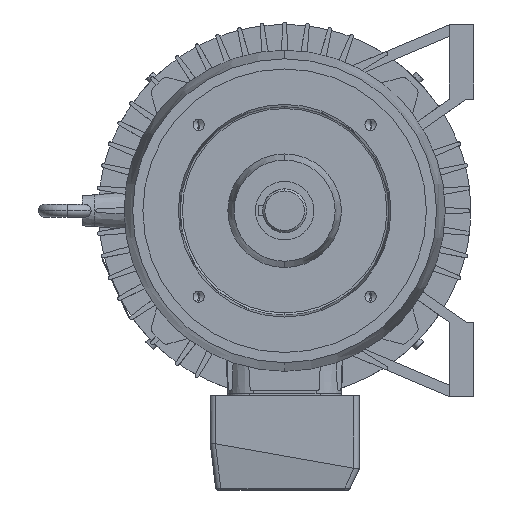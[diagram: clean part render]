
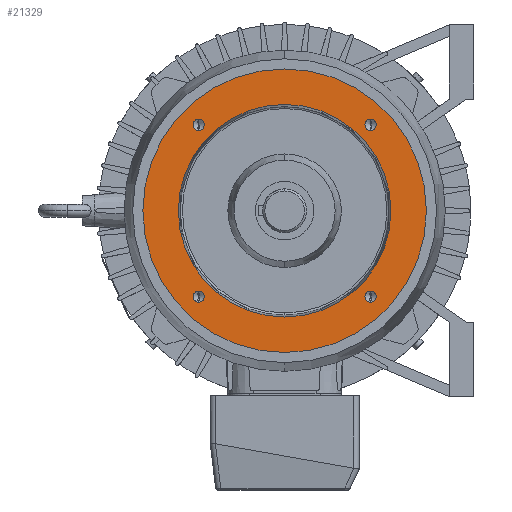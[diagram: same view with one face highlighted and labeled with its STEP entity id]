
A CAD part, left-side view. The second image highlights one B-rep face of the part: STEP entity #21329.
In plain terms, the highlighted planar face has unit normal (-1, 0, 0).
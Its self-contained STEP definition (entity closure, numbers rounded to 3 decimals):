
#16602 = VERTEX_POINT ( 'NONE', #13703 ) ;
#447 = VERTEX_POINT ( 'NONE', #21471 ) ;
#459 = CARTESIAN_POINT ( 'NONE',  ( -86., -80.822, 86.122 ) ) ;
#16880 = CIRCLE ( 'NONE', #16881, 5.3 ) ;
#502 = EDGE_LOOP ( 'NONE', ( #23884, #23222 ) ) ;
#16881 = AXIS2_PLACEMENT_3D ( 'NONE', #16882, #16883, #16884 ) ;
#16882 = CARTESIAN_POINT ( 'NONE',  ( -86., 80.822, -80.822 ) ) ;
#16883 = DIRECTION ( 'NONE',  ( -1., 0., 0. ) ) ;
#16884 = DIRECTION ( 'NONE',  ( 0., 0., 1. ) ) ;
#17011 = EDGE_LOOP ( 'NONE', ( #16344, #3110 ) ) ;
#726 = CIRCLE ( 'NONE', #727, 5.3 ) ;
#727 = AXIS2_PLACEMENT_3D ( 'NONE', #728, #729, #730 ) ;
#728 = CARTESIAN_POINT ( 'NONE',  ( -86., -80.822, 80.822 ) ) ;
#729 = DIRECTION ( 'NONE',  ( -1., 0., 0. ) ) ;
#730 = DIRECTION ( 'NONE',  ( 0., 0., 1. ) ) ;
#734 = EDGE_CURVE ( 'NONE', #1858, #447, #21812, .T. ) ;
#812 = ORIENTED_EDGE ( 'NONE', *, *, #4932, .F. ) ;
#17326 = ORIENTED_EDGE ( 'NONE', *, *, #14115, .F. ) ;
#17983 = EDGE_CURVE ( 'NONE', #13829, #15256, #14998, .T. ) ;
#17991 = FACE_BOUND ( 'NONE', #21119, .T. ) ;
#17992 = FACE_BOUND ( 'NONE', #19099, .T. ) ;
#17993 = FACE_BOUND ( 'NONE', #17011, .T. ) ;
#17994 = FACE_BOUND ( 'NONE', #2807, .T. ) ;
#17995 = FACE_BOUND ( 'NONE', #502, .T. ) ;
#17996 = FACE_OUTER_BOUND ( 'NONE', #22914, .T. ) ;
#17997 = PLANE ( 'NONE',  #17998 ) ;
#17998 = AXIS2_PLACEMENT_3D ( 'NONE', #17999, #18000, #18004 ) ;
#17999 = CARTESIAN_POINT ( 'NONE',  ( -86., 133.35, 0. ) ) ;
#18000 = DIRECTION ( 'NONE',  ( 1., 0., 0. ) ) ;
#18004 = DIRECTION ( 'NONE',  ( 0., 0., -1. ) ) ;
#1672 = EDGE_CURVE ( 'NONE', #4661, #6128, #22766, .T. ) ;
#1858 = VERTEX_POINT ( 'NONE', #22899 ) ;
#1898 = CARTESIAN_POINT ( 'NONE',  ( -86., -80.822, -75.522 ) ) ;
#18447 = ORIENTED_EDGE ( 'NONE', *, *, #17983, .F. ) ;
#2067 = CIRCLE ( 'NONE', #2068, 5.3 ) ;
#2068 = AXIS2_PLACEMENT_3D ( 'NONE', #2069, #2070, #2071 ) ;
#2069 = CARTESIAN_POINT ( 'NONE',  ( -86., -80.822, -80.822 ) ) ;
#2070 = DIRECTION ( 'NONE',  ( -1., 0., 0. ) ) ;
#2071 = DIRECTION ( 'NONE',  ( 0., 0., 1. ) ) ;
#2150 = ORIENTED_EDGE ( 'NONE', *, *, #1672, .F. ) ;
#19099 = EDGE_LOOP ( 'NONE', ( #18447, #17326 ) ) ;
#2748 = CARTESIAN_POINT ( 'NONE',  ( -86., 0., 133.35 ) ) ;
#2807 = EDGE_LOOP ( 'NONE', ( #2150, #812 ) ) ;
#19411 = ORIENTED_EDGE ( 'NONE', *, *, #734, .F. ) ;
#3053 = CIRCLE ( 'NONE', #3054, 133.35 ) ;
#3054 = AXIS2_PLACEMENT_3D ( 'NONE', #3055, #3068, #3069 ) ;
#3055 = CARTESIAN_POINT ( 'NONE',  ( -86., 0., 0. ) ) ;
#3068 = DIRECTION ( 'NONE',  ( -1., 0., 0. ) ) ;
#3069 = DIRECTION ( 'NONE',  ( 0., 0., 1. ) ) ;
#3110 = ORIENTED_EDGE ( 'NONE', *, *, #3431, .F. ) ;
#3128 = VERTEX_POINT ( 'NONE', #459 ) ;
#3186 = CARTESIAN_POINT ( 'NONE',  ( -86., -80.822, -86.122 ) ) ;
#3431 = EDGE_CURVE ( 'NONE', #16602, #3128, #726, .T. ) ;
#20065 = EDGE_CURVE ( 'NONE', #447, #1858, #16880, .T. ) ;
#4076 = CARTESIAN_POINT ( 'NONE',  ( -86., 0., -133.35 ) ) ;
#20536 = ORIENTED_EDGE ( 'NONE', *, *, #20065, .F. ) ;
#4661 = VERTEX_POINT ( 'NONE', #1898 ) ;
#21119 = EDGE_LOOP ( 'NONE', ( #20536, #19411 ) ) ;
#4932 = EDGE_CURVE ( 'NONE', #6128, #4661, #2067, .T. ) ;
#21329 = ADVANCED_FACE ( 'NONE', ( #17991, #17992, #17993, #17994, #17995, #17996 ), #17997, .F. ) ;
#21471 = CARTESIAN_POINT ( 'NONE',  ( -86., 80.822, -75.522 ) ) ;
#21802 = ORIENTED_EDGE ( 'NONE', *, *, #9130, .T. ) ;
#21812 = CIRCLE ( 'NONE', #21813, 5.3 ) ;
#21813 = AXIS2_PLACEMENT_3D ( 'NONE', #21814, #21815, #21816 ) ;
#21814 = CARTESIAN_POINT ( 'NONE',  ( -86., 80.822, -80.822 ) ) ;
#21815 = DIRECTION ( 'NONE',  ( -1., 0., 0. ) ) ;
#21816 = DIRECTION ( 'NONE',  ( 0., 0., 1. ) ) ;
#5653 = VERTEX_POINT ( 'NONE', #2748 ) ;
#22247 = ORIENTED_EDGE ( 'NONE', *, *, #5933, .T. ) ;
#5933 = EDGE_CURVE ( 'NONE', #5653, #7083, #3053, .T. ) ;
#6020 = CIRCLE ( 'NONE', #6021, 133.35 ) ;
#6021 = AXIS2_PLACEMENT_3D ( 'NONE', #6022, #6023, #6024 ) ;
#6022 = CARTESIAN_POINT ( 'NONE',  ( -86., 0., 0. ) ) ;
#6023 = DIRECTION ( 'NONE',  ( -1., 0., 0. ) ) ;
#6024 = DIRECTION ( 'NONE',  ( 0., 0., 1. ) ) ;
#6128 = VERTEX_POINT ( 'NONE', #3186 ) ;
#22766 = CIRCLE ( 'NONE', #22767, 5.3 ) ;
#22767 = AXIS2_PLACEMENT_3D ( 'NONE', #22768, #22769, #22770 ) ;
#22768 = CARTESIAN_POINT ( 'NONE',  ( -86., -80.822, -80.822 ) ) ;
#22769 = DIRECTION ( 'NONE',  ( -1., 0., 0. ) ) ;
#22770 = DIRECTION ( 'NONE',  ( 0., 0., 1. ) ) ;
#22899 = CARTESIAN_POINT ( 'NONE',  ( -86., 80.822, -86.122 ) ) ;
#22914 = EDGE_LOOP ( 'NONE', ( #22247, #21802 ) ) ;
#6777 = CIRCLE ( 'NONE', #6778, 100. ) ;
#6778 = AXIS2_PLACEMENT_3D ( 'NONE', #6779, #6780, #6781 ) ;
#6779 = CARTESIAN_POINT ( 'NONE',  ( -86., 0., 0. ) ) ;
#6780 = DIRECTION ( 'NONE',  ( -1., 0., 0. ) ) ;
#6781 = DIRECTION ( 'NONE',  ( 0., 0., 1. ) ) ;
#23222 = ORIENTED_EDGE ( 'NONE', *, *, #11522, .F. ) ;
#7083 = VERTEX_POINT ( 'NONE', #4076 ) ;
#23884 = ORIENTED_EDGE ( 'NONE', *, *, #9975, .F. ) ;
#8432 = CARTESIAN_POINT ( 'NONE',  ( -86., 0., 100. ) ) ;
#8629 = CIRCLE ( 'NONE', #8630, 100. ) ;
#8630 = AXIS2_PLACEMENT_3D ( 'NONE', #8631, #8632, #8633 ) ;
#8631 = CARTESIAN_POINT ( 'NONE',  ( -86., 0., 0. ) ) ;
#8632 = DIRECTION ( 'NONE',  ( -1., 0., 0. ) ) ;
#8633 = DIRECTION ( 'NONE',  ( 0., 0., 1. ) ) ;
#9130 = EDGE_CURVE ( 'NONE', #7083, #5653, #6020, .T. ) ;
#9646 = CARTESIAN_POINT ( 'NONE',  ( -86., 0., -100. ) ) ;
#9975 = EDGE_CURVE ( 'NONE', #11245, #12653, #6777, .T. ) ;
#10616 = CARTESIAN_POINT ( 'NONE',  ( -86., 80.822, 86.122 ) ) ;
#10858 = CIRCLE ( 'NONE', #10868, 5.3 ) ;
#10868 = AXIS2_PLACEMENT_3D ( 'NONE', #10869, #10870, #10871 ) ;
#10869 = CARTESIAN_POINT ( 'NONE',  ( -86., 80.822, 80.822 ) ) ;
#10870 = DIRECTION ( 'NONE',  ( -1., 0., 0. ) ) ;
#10871 = DIRECTION ( 'NONE',  ( 0., 0., 1. ) ) ;
#11245 = VERTEX_POINT ( 'NONE', #8432 ) ;
#11522 = EDGE_CURVE ( 'NONE', #12653, #11245, #8629, .T. ) ;
#12467 = CARTESIAN_POINT ( 'NONE',  ( -86., 80.822, 75.522 ) ) ;
#12653 = VERTEX_POINT ( 'NONE', #9646 ) ;
#13120 = CIRCLE ( 'NONE', #13135, 5.3 ) ;
#13135 = AXIS2_PLACEMENT_3D ( 'NONE', #13136, #13137, #13138 ) ;
#13136 = CARTESIAN_POINT ( 'NONE',  ( -86., -80.822, 80.822 ) ) ;
#13137 = DIRECTION ( 'NONE',  ( -1., 0., 0. ) ) ;
#13138 = DIRECTION ( 'NONE',  ( 0., 0., 1. ) ) ;
#13703 = CARTESIAN_POINT ( 'NONE',  ( -86., -80.822, 75.522 ) ) ;
#13829 = VERTEX_POINT ( 'NONE', #10616 ) ;
#14115 = EDGE_CURVE ( 'NONE', #15256, #13829, #10858, .T. ) ;
#14998 = CIRCLE ( 'NONE', #14999, 5.3 ) ;
#14999 = AXIS2_PLACEMENT_3D ( 'NONE', #15000, #15010, #15011 ) ;
#15000 = CARTESIAN_POINT ( 'NONE',  ( -86., 80.822, 80.822 ) ) ;
#15010 = DIRECTION ( 'NONE',  ( -1., 0., 0. ) ) ;
#15011 = DIRECTION ( 'NONE',  ( 0., 0., 1. ) ) ;
#15256 = VERTEX_POINT ( 'NONE', #12467 ) ;
#15881 = EDGE_CURVE ( 'NONE', #3128, #16602, #13120, .T. ) ;
#16344 = ORIENTED_EDGE ( 'NONE', *, *, #15881, .F. ) ;
